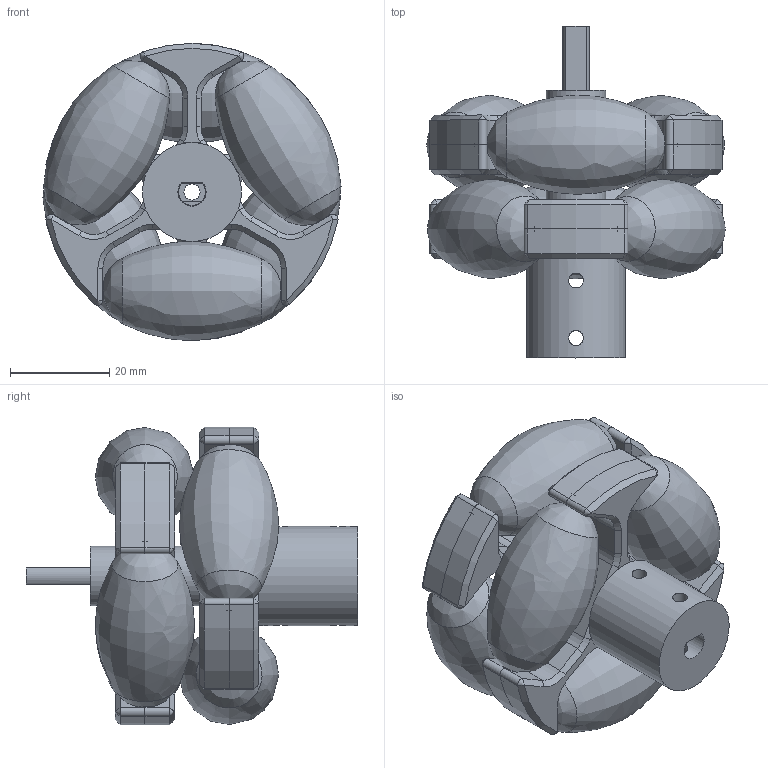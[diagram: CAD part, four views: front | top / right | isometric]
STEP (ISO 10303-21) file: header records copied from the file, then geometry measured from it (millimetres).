
FILE_DESCRIPTION(/* description */ (''),/* implementation_level */ '2;1');
FILE_NAME(/* name */ 'new_omniwheel v11.step',/* time_stamp */ '2022-11-24T00:26:33+08:00',/* author */ (''),/* organization */ (''),/* preprocessor_version */ 'ST-DEVELOPER v19.2',/* originating_system */ 'Autodesk Translation Framework v11.17.0.187',/* authorisation */ '');
FILE_SCHEMA (('AUTOMOTIVE_DESIGN { 1 0 10303 214 3 1 1 }'));
Length unit declared in the file: millimetre
Products named in the file (1): new_omniwheel
Bounding box: 60.2 x 67 x 60 mm (x, y, z)
Volume: 69177 mm3; surface area: 29244.2 mm2
Topology: 13 solids, 13 shells, 494 faces, 1167 edges, 699 vertices
Faces by surface type: plane 202, cylinder 160, cone 96, bspline 30, torus 6
Full cylindrical faces by diameter (mm): 3 x18, 3.02 x12, 3.2 x12, 3.25 x1, 12 x2, 20 x1
Entity records: 19778 total; most frequent: CARTESIAN_POINT 8400, DIRECTION 2430, ORIENTED_EDGE 2286, EDGE_CURVE 1143, AXIS2_PLACEMENT_3D 890, VERTEX_POINT 699, LINE 650, VECTOR 650
